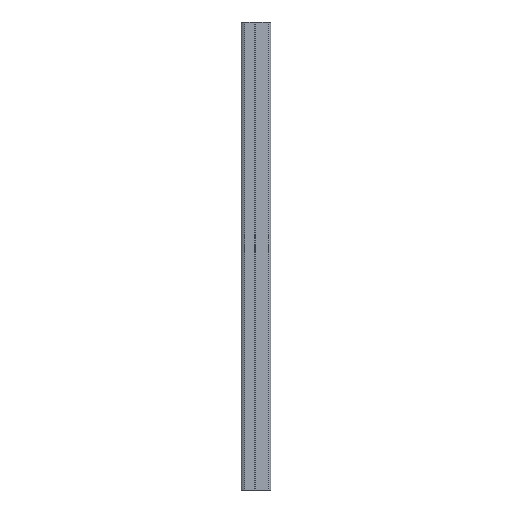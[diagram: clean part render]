
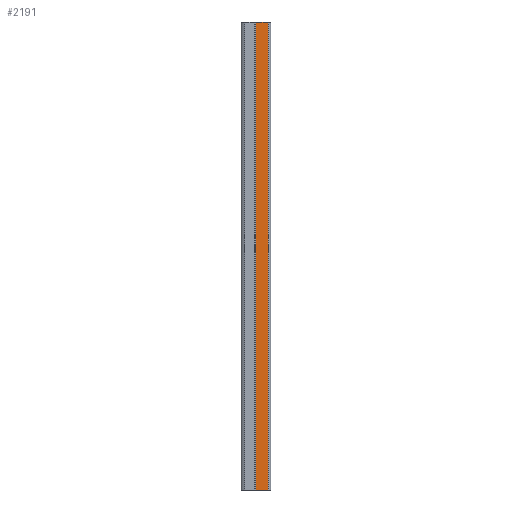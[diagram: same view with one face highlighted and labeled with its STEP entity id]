
A CAD part, front view. The second image highlights one B-rep face of the part: STEP entity #2191.
In plain terms, the highlighted planar face has unit normal (0, -1, 0).
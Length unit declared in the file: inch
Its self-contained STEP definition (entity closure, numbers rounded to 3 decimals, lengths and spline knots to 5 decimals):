
#68 = EDGE_CURVE ( 'NONE', #990, #4934, #3344, .T. ) ;
#230 = ORIENTED_EDGE ( 'NONE', *, *, #5231, .F. ) ;
#286 = ORIENTED_EDGE ( 'NONE', *, *, #68, .T. ) ;
#396 = EDGE_CURVE ( 'NONE', #3525, #5242, #5276, .T. ) ;
#679 = EDGE_CURVE ( 'NONE', #4934, #5242, #4151, .T. ) ;
#836 = EDGE_LOOP ( 'NONE', ( #4956, #230, #286, #3294 ) ) ;
#919 = FACE_OUTER_BOUND ( 'NONE', #836, .T. ) ;
#990 = VERTEX_POINT ( 'NONE', #2916 ) ;
#996 = DIRECTION ( 'NONE',  ( 1., 0., 0. ) ) ;
#1002 = AXIS2_PLACEMENT_3D ( 'NONE', #3296, #2871, #1611 ) ;
#1024 = CARTESIAN_POINT ( 'NONE',  ( 0.30325, -0.59055, 0. ) ) ;
#1150 = DIRECTION ( 'NONE',  ( 0., 0., 1. ) ) ;
#1244 = VECTOR ( 'NONE', #2341, 39.37008 ) ;
#1479 = CARTESIAN_POINT ( 'NONE',  ( 0.56949, -0.59055, -9.84252 ) ) ;
#1611 = DIRECTION ( 'NONE',  ( 0., 0., -1. ) ) ;
#1634 = CARTESIAN_POINT ( 'NONE',  ( 0.56949, -0.59055, 0. ) ) ;
#1913 = CARTESIAN_POINT ( 'NONE',  ( 0., -0.59055, 0. ) ) ;
#2191 = ADVANCED_FACE ( 'NONE', ( #919 ), #2676, .T. ) ;
#2299 = VECTOR ( 'NONE', #4186, 39.37008 ) ;
#2318 = VECTOR ( 'NONE', #1150, 39.37008 ) ;
#2341 = DIRECTION ( 'NONE',  ( 0., 0., 1. ) ) ;
#2440 = LINE ( 'NONE', #5050, #1244 ) ;
#2676 = PLANE ( 'NONE',  #1002 ) ;
#2754 = VECTOR ( 'NONE', #996, 39.37008 ) ;
#2871 = DIRECTION ( 'NONE',  ( 0., -1., 0. ) ) ;
#2900 = CARTESIAN_POINT ( 'NONE',  ( 0.56949, -0.59055, -9.84252 ) ) ;
#2916 = CARTESIAN_POINT ( 'NONE',  ( 0.30325, -0.59055, -9.84252 ) ) ;
#3294 = ORIENTED_EDGE ( 'NONE', *, *, #679, .T. ) ;
#3296 = CARTESIAN_POINT ( 'NONE',  ( 0., -0.59055, -9.84252 ) ) ;
#3344 = LINE ( 'NONE', #5078, #2299 ) ;
#3525 = VERTEX_POINT ( 'NONE', #1024 ) ;
#4151 = LINE ( 'NONE', #2900, #2318 ) ;
#4186 = DIRECTION ( 'NONE',  ( 1., 0., 0. ) ) ;
#4934 = VERTEX_POINT ( 'NONE', #1479 ) ;
#4956 = ORIENTED_EDGE ( 'NONE', *, *, #396, .F. ) ;
#5050 = CARTESIAN_POINT ( 'NONE',  ( 0.30325, -0.59055, -9.84252 ) ) ;
#5078 = CARTESIAN_POINT ( 'NONE',  ( 0., -0.59055, -9.84252 ) ) ;
#5231 = EDGE_CURVE ( 'NONE', #990, #3525, #2440, .T. ) ;
#5242 = VERTEX_POINT ( 'NONE', #1634 ) ;
#5276 = LINE ( 'NONE', #1913, #2754 ) ;
